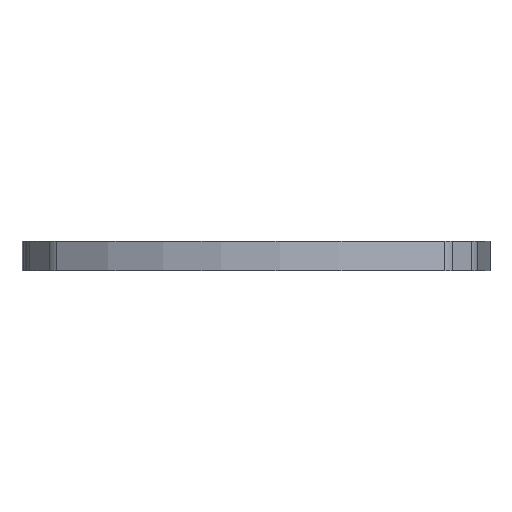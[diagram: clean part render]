
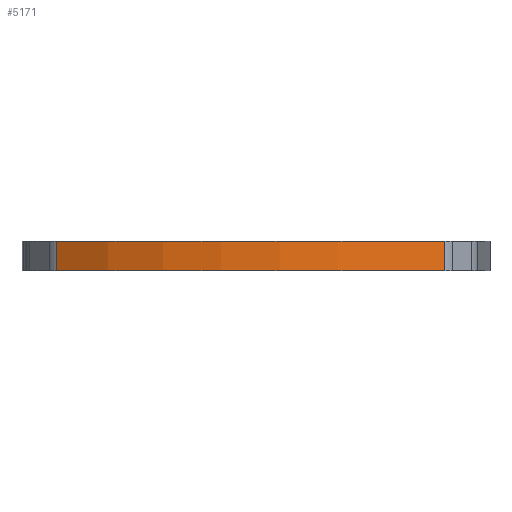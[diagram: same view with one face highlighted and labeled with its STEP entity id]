
A CAD part, front view. The second image highlights one B-rep face of the part: STEP entity #5171.
In plain terms, the highlighted cylindrical face has radius 76.2 mm (diameter 152.4 mm), a partial arc.
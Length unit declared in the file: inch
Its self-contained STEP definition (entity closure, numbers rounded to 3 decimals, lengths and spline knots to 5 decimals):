
#161 = VECTOR ( 'NONE', #2321, 39.37008 ) ;
#232 = VECTOR ( 'NONE', #2491, 39.37008 ) ;
#263 = VERTEX_POINT ( 'NONE', #3098 ) ;
#264 = LINE ( 'NONE', #2502, #232 ) ;
#288 = LINE ( 'NONE', #2655, #161 ) ;
#456 = AXIS2_PLACEMENT_3D ( 'NONE', #2997, #2953, #2970 ) ;
#669 = VERTEX_POINT ( 'NONE', #2273 ) ;
#1347 = CIRCLE ( 'NONE', #2103, 3. ) ;
#1467 = EDGE_LOOP ( 'NONE', ( #7584, #7626, #7632, #7642 ) ) ;
#1512 = DIRECTION ( 'NONE',  ( 1., 0., 0. ) ) ;
#2055 = CIRCLE ( 'NONE', #2251, 3. ) ;
#2103 = AXIS2_PLACEMENT_3D ( 'NONE', #7498, #7620, #5072 ) ;
#2251 = AXIS2_PLACEMENT_3D ( 'NONE', #3620, #4500, #1512 ) ;
#2273 = CARTESIAN_POINT ( 'NONE',  ( 1.65982, -0.92915, 0. ) ) ;
#2321 = DIRECTION ( 'NONE',  ( 0., 0., -1. ) ) ;
#2491 = DIRECTION ( 'NONE',  ( 0., 0., -1. ) ) ;
#2502 = CARTESIAN_POINT ( 'NONE',  ( -1.65982, -0.92915, 0.25 ) ) ;
#2655 = CARTESIAN_POINT ( 'NONE',  ( 1.65982, -0.92915, 0.25 ) ) ;
#2953 = DIRECTION ( 'NONE',  ( 0., 0., -1. ) ) ;
#2970 = DIRECTION ( 'NONE',  ( -1., 0., 0. ) ) ;
#2997 = CARTESIAN_POINT ( 'NONE',  ( 0., 1.56985, 0.25 ) ) ;
#3098 = CARTESIAN_POINT ( 'NONE',  ( 1.65982, -0.92915, 0.25 ) ) ;
#3357 = EDGE_CURVE ( 'NONE', #6702, #263, #2055, .T. ) ;
#3480 = EDGE_CURVE ( 'NONE', #6723, #669, #1347, .T. ) ;
#3620 = CARTESIAN_POINT ( 'NONE',  ( 0., 1.56985, 0.25 ) ) ;
#4188 = CARTESIAN_POINT ( 'NONE',  ( -1.65982, -0.92915, 0.25 ) ) ;
#4229 = CARTESIAN_POINT ( 'NONE',  ( -1.65982, -0.92915, 0. ) ) ;
#4500 = DIRECTION ( 'NONE',  ( 0., 0., 1. ) ) ;
#4910 = EDGE_CURVE ( 'NONE', #6702, #6723, #264, .T. ) ;
#4922 = EDGE_CURVE ( 'NONE', #263, #669, #288, .T. ) ;
#5072 = DIRECTION ( 'NONE',  ( 1., 0., 0. ) ) ;
#5171 = ADVANCED_FACE ( 'NONE', ( #6018 ), #6004, .T. ) ;
#6004 = CYLINDRICAL_SURFACE ( 'NONE', #456, 3. ) ;
#6018 = FACE_OUTER_BOUND ( 'NONE', #1467, .T. ) ;
#6702 = VERTEX_POINT ( 'NONE', #4188 ) ;
#6723 = VERTEX_POINT ( 'NONE', #4229 ) ;
#7498 = CARTESIAN_POINT ( 'NONE',  ( 0., 1.56985, 0. ) ) ;
#7584 = ORIENTED_EDGE ( 'NONE', *, *, #3480, .T. ) ;
#7620 = DIRECTION ( 'NONE',  ( 0., 0., 1. ) ) ;
#7626 = ORIENTED_EDGE ( 'NONE', *, *, #4922, .F. ) ;
#7632 = ORIENTED_EDGE ( 'NONE', *, *, #3357, .F. ) ;
#7642 = ORIENTED_EDGE ( 'NONE', *, *, #4910, .T. ) ;
